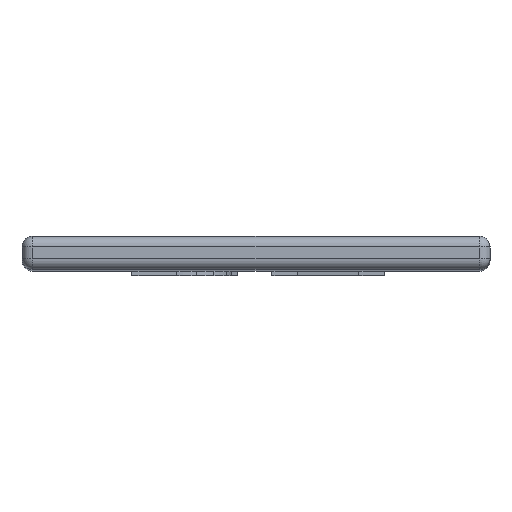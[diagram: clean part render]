
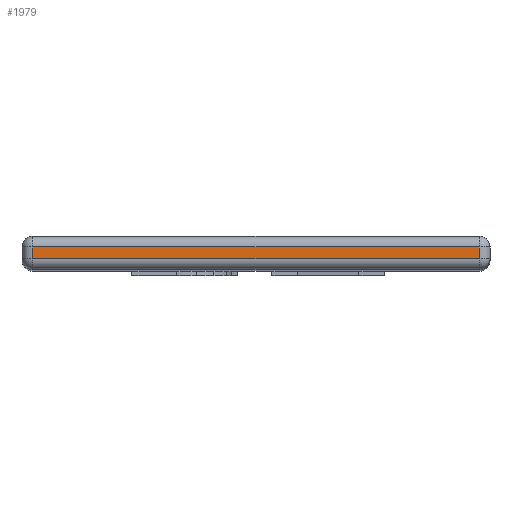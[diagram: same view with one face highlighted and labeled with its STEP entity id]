
A CAD part, top view. The second image highlights one B-rep face of the part: STEP entity #1979.
In plain terms, the highlighted planar face has unit normal (0, 0, 1).
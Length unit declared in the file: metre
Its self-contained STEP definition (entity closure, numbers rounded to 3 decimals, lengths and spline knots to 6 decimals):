
#566=ORIENTED_EDGE('',*,*,#976,.T.);
#567=ORIENTED_EDGE('',*,*,#977,.T.);
#568=ORIENTED_EDGE('',*,*,#978,.T.);
#569=ORIENTED_EDGE('',*,*,#979,.T.);
#976=EDGE_CURVE('',#1194,#1195,#1384,.T.);
#977=EDGE_CURVE('',#1195,#1196,#1385,.F.);
#978=EDGE_CURVE('',#1196,#1197,#1386,.F.);
#979=EDGE_CURVE('',#1197,#1194,#1387,.T.);
#1194=VERTEX_POINT('',#3425);
#1195=VERTEX_POINT('',#3426);
#1196=VERTEX_POINT('',#3428);
#1197=VERTEX_POINT('',#3430);
#1384=LINE('',#3424,#1576);
#1385=LINE('',#3427,#1577);
#1386=LINE('',#3429,#1578);
#1387=LINE('',#3431,#1579);
#1576=VECTOR('',#2446,1.);
#1577=VECTOR('',#2447,1.);
#1578=VECTOR('',#2448,1.);
#1579=VECTOR('',#2449,1.);
#1685=EDGE_LOOP('',(#566,#567,#568,#569));
#1805=FACE_BOUND('',#1685,.T.);
#1891=PLANE('',#2109);
#1979=ADVANCED_FACE('',(#1805),#1891,.F.);
#2109=AXIS2_PLACEMENT_3D('',#3423,#2444,#2445);
#2444=DIRECTION('',(0.,0.,-1.));
#2445=DIRECTION('',(-1.,0.,0.));
#2446=DIRECTION('',(-1.,0.,0.));
#2447=DIRECTION('',(0.,1.,0.));
#2448=DIRECTION('',(-1.,0.,0.));
#2449=DIRECTION('',(0.,1.,0.));
#3423=CARTESIAN_POINT('',(0.,-0.00381,0.05715));
#3424=CARTESIAN_POINT('',(0.,-0.001226,0.05715));
#3425=CARTESIAN_POINT('',(0.025444,-0.001226,0.05715));
#3426=CARTESIAN_POINT('',(-0.025444,-0.001226,0.05715));
#3427=CARTESIAN_POINT('',(-0.025444,-0.00381,0.05715));
#3428=CARTESIAN_POINT('',(-0.025444,-0.002584,0.05715));
#3429=CARTESIAN_POINT('',(0.02667,-0.002584,0.05715));
#3430=CARTESIAN_POINT('',(0.025444,-0.002584,0.05715));
#3431=CARTESIAN_POINT('',(0.025444,0.,0.05715));
